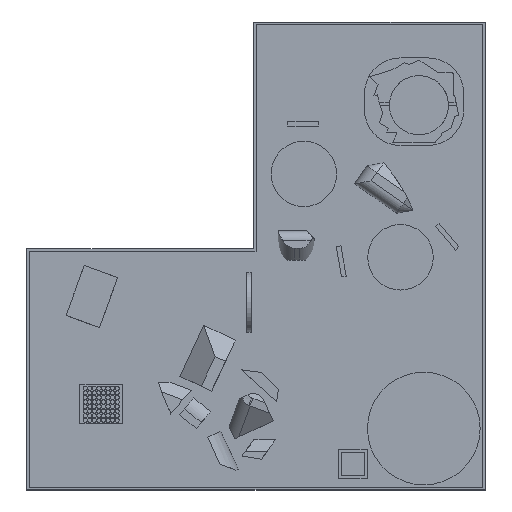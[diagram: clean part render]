
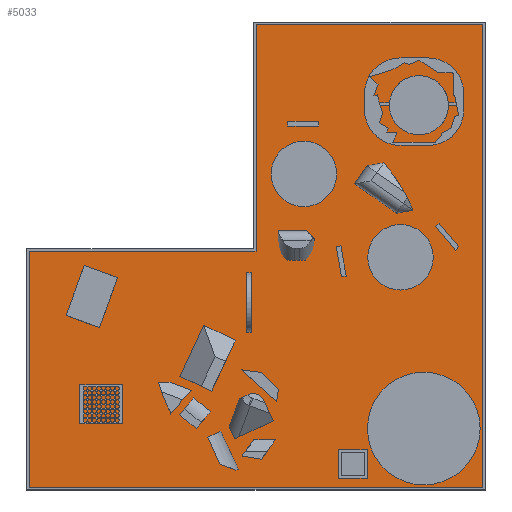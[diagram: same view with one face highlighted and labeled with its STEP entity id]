
A CAD part, top view. The second image highlights one B-rep face of the part: STEP entity #5033.
In plain terms, the highlighted planar face has unit normal (0, 0, 1).
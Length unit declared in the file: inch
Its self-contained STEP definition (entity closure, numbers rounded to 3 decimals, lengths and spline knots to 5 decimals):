
#573=FACE_OUTER_BOUND('',#860,.T.);
#860=EDGE_LOOP('',(#3698,#3699,#3700,#3701,#3702,#3703));
#1333=LINE('',#7698,#1832);
#1334=LINE('',#7700,#1833);
#1335=LINE('',#7702,#1834);
#1336=LINE('',#7704,#1835);
#1337=LINE('',#7706,#1836);
#1338=LINE('',#7707,#1837);
#1832=VECTOR('',#6081,0.3937);
#1833=VECTOR('',#6082,0.3937);
#1834=VECTOR('',#6083,0.3937);
#1835=VECTOR('',#6084,0.3937);
#1836=VECTOR('',#6085,0.3937);
#1837=VECTOR('',#6086,0.3937);
#2313=VERTEX_POINT('',#7696);
#2314=VERTEX_POINT('',#7697);
#2315=VERTEX_POINT('',#7699);
#2316=VERTEX_POINT('',#7701);
#2317=VERTEX_POINT('',#7703);
#2318=VERTEX_POINT('',#7705);
#2835=EDGE_CURVE('',#2313,#2314,#1333,.T.);
#2836=EDGE_CURVE('',#2315,#2313,#1334,.T.);
#2837=EDGE_CURVE('',#2316,#2315,#1335,.T.);
#2838=EDGE_CURVE('',#2317,#2316,#1336,.T.);
#2839=EDGE_CURVE('',#2318,#2317,#1337,.T.);
#2840=EDGE_CURVE('',#2314,#2318,#1338,.T.);
#3698=ORIENTED_EDGE('',*,*,#2835,.F.);
#3699=ORIENTED_EDGE('',*,*,#2836,.F.);
#3700=ORIENTED_EDGE('',*,*,#2837,.F.);
#3701=ORIENTED_EDGE('',*,*,#2838,.F.);
#3702=ORIENTED_EDGE('',*,*,#2839,.F.);
#3703=ORIENTED_EDGE('',*,*,#2840,.F.);
#4823=PLANE('',#5381);
#5033=ADVANCED_FACE('',(#573),#4823,.T.);
#5381=AXIS2_PLACEMENT_3D('',#7695,#6079,#6080);
#6079=DIRECTION('center_axis',(0.,0.,1.));
#6080=DIRECTION('ref_axis',(1.,0.,0.));
#6081=DIRECTION('',(0.,-1.,0.));
#6082=DIRECTION('',(1.,0.,0.));
#6083=DIRECTION('',(0.,1.,0.));
#6084=DIRECTION('',(1.,0.,0.));
#6085=DIRECTION('',(0.,1.,0.));
#6086=DIRECTION('',(-1.,0.,0.));
#7695=CARTESIAN_POINT('Origin',(-96.,98.,1.));
#7696=CARTESIAN_POINT('',(0.,196.,1.));
#7697=CARTESIAN_POINT('',(0.,0.,1.));
#7698=CARTESIAN_POINT('',(0.,147.,1.));
#7699=CARTESIAN_POINT('',(-96.,196.,1.));
#7700=CARTESIAN_POINT('',(-96.,196.,1.));
#7701=CARTESIAN_POINT('',(-96.,100.,1.));
#7702=CARTESIAN_POINT('',(-96.,99.,1.));
#7703=CARTESIAN_POINT('',(-192.,100.,1.));
#7704=CARTESIAN_POINT('',(-144.,100.,1.));
#7705=CARTESIAN_POINT('',(-192.,0.,1.));
#7706=CARTESIAN_POINT('',(-192.,49.,1.));
#7707=CARTESIAN_POINT('',(-48.,0.,1.));
